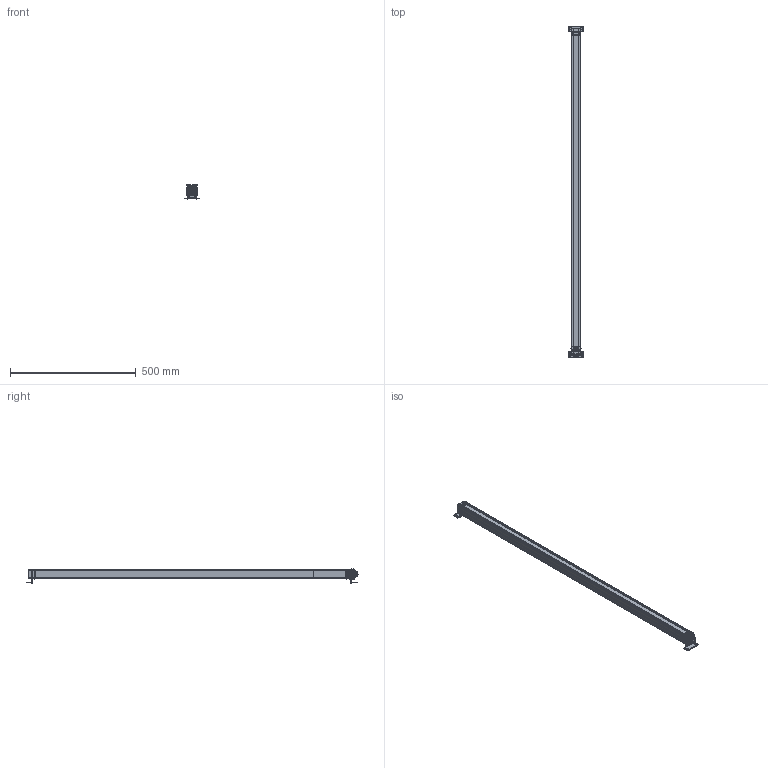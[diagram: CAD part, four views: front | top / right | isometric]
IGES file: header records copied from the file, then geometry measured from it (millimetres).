
Start section:  PTC IGES file: 169470.igs
Global section: file name: 169470.igs; native system: Pro/ENGINEER by Parametric Technology Corporation; preprocessor: 2009141; author: banengservice; organization: Unknown; date: 20121203.160631; units: millimetre
Bounding box: 59.44 x 1322.05 x 56.08 mm (x, y, z)
Volume: 594009.8 mm3; surface area: 2649054.9 mm2
Topology: 42 solids, 43 shells, 4158 faces, 21378 edges, 26918 vertices
Faces by surface type: bspline 2216, revolution 1930, extrusion 12
